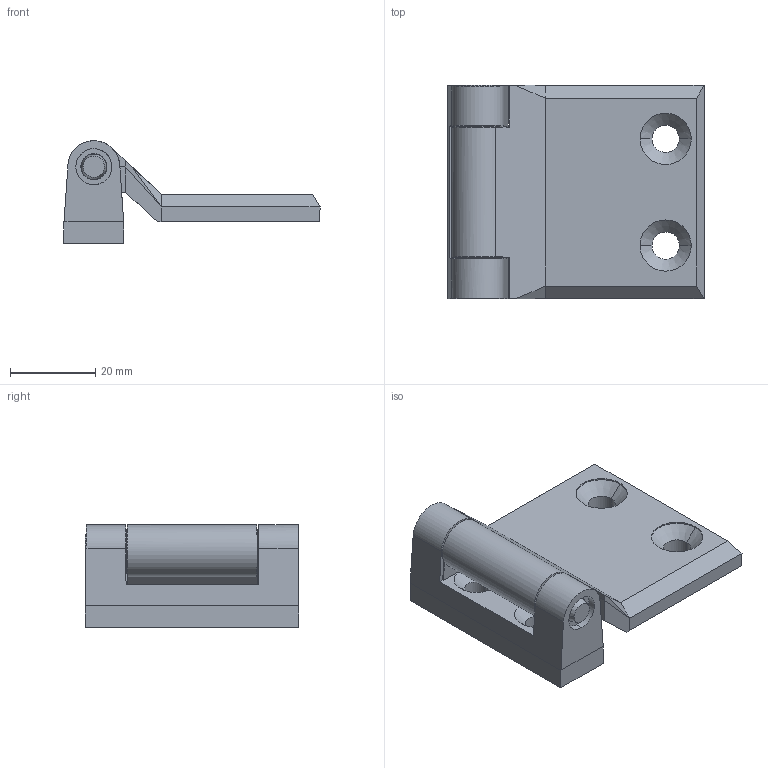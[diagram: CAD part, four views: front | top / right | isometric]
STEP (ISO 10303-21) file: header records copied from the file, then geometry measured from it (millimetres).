
FILE_DESCRIPTION (( 'STEP AP203' ), '1' );
FILE_NAME ('MK16.1.2.V2.05.STEP', '2022-06-29T05:29:32', ( '' ), ( '' ), 'SwSTEP 2.0', 'SolidWorks 2021', '' );
FILE_SCHEMA (( 'CONFIG_CONTROL_DESIGN' ));
Length unit declared in the file: millimetre
Products named in the file (1): MK16.1.2.V2.05
Bounding box: 60 x 50.09 x 24 mm (x, y, z)
Surface area: 13626.1 mm2 (no closed solid volume)
Topology: 0 solids, 4 shells, 200 faces, 582 edges, 392 vertices
Faces by surface type: plane 111, cone 36, cylinder 35, torus 14, sphere 4
Entity records: 6864 total; most frequent: CARTESIAN_POINT 1659, ORIENTED_EDGE 1062, DIRECTION 1018, EDGE_CURVE 582, VERTEX_POINT 392, AXIS2_PLACEMENT_3D 347, LINE 324, VECTOR 324
